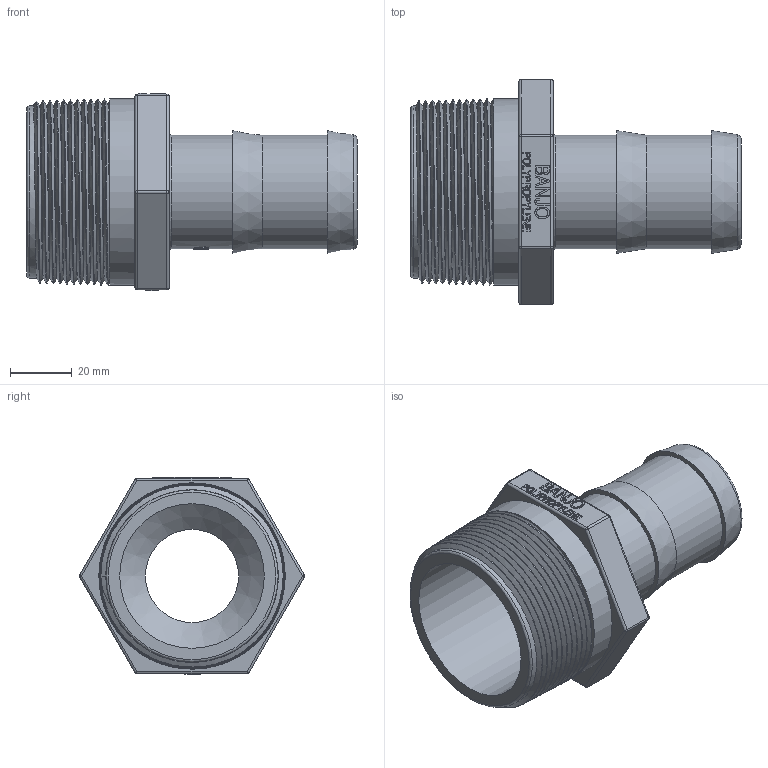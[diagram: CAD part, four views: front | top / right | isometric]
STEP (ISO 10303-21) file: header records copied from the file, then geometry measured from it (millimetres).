
FILE_DESCRIPTION(/* description */ ('2" NPT THREAD X 1 1/2" HOSE BARB'),/* implementation_level */ '2;1');
FILE_NAME(/* name */ 'HB200-150.stp',/* time_stamp */ '2013-12-17T10:30:26-05:00',/* author */ ('DCerny'),/* organization */ (''),/* preprocessor_version */ 'ST-DEVELOPER v15.2',/* originating_system */ 'Autodesk Inventor 2014',/* authorisation */ '');
FILE_SCHEMA (('AUTOMOTIVE_DESIGN { 1 0 10303 214 3 1 1 }'));
Length unit declared in the file: inch
Products named in the file (1): HB200-150
Bounding box: 107.19 x 73.09 x 64.01 mm (x, y, z)
Volume: 81474.3 mm3; surface area: 37018.7 mm2
Topology: 1 solids, 1 shells, 406 faces, 1043 edges, 680 vertices
Faces by surface type: plane 230, bspline 113, cylinder 31, cone 17, sphere 12, torus 3
Full cylindrical faces by diameter (mm): 30.226 x1, 36.83 x2, 46.99 x1, 60.452 x1
Entity records: 14823 total; most frequent: CARTESIAN_POINT 6000, ORIENTED_EDGE 1990, DIRECTION 1429, EDGE_CURVE 995, LINE 661, VECTOR 661, VERTEX_POINT 656, EDGE_LOOP 449
